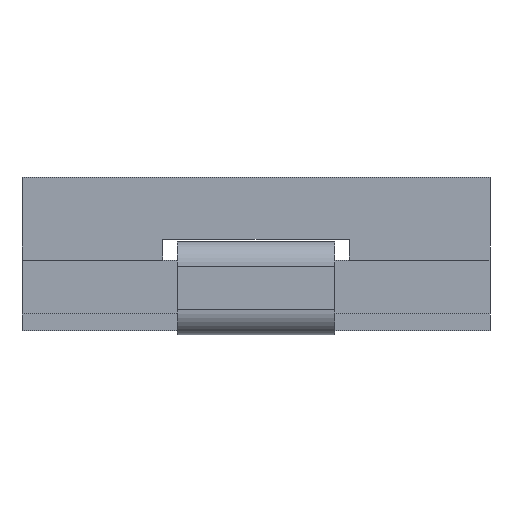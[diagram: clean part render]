
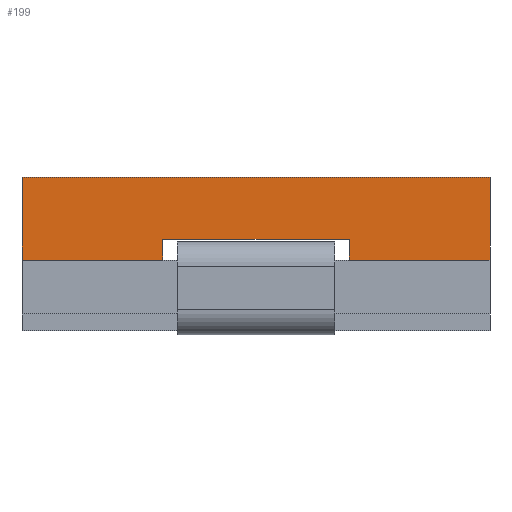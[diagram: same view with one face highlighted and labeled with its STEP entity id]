
A CAD part, left-side view. The second image highlights one B-rep face of the part: STEP entity #199.
In plain terms, the highlighted planar face has unit normal (-1, 0, 0).
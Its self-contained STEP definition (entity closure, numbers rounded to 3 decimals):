
#199 = ADVANCED_FACE( '', ( #490 ), #491, .F. );
#490 = FACE_OUTER_BOUND( '', #957, .T. );
#491 = PLANE( '', #958 );
#957 = EDGE_LOOP( '', ( #1476, #1477, #1478, #1479, #1480, #1481, #1482, #1483 ) );
#958 = AXIS2_PLACEMENT_3D( '', #1484, #1485, #1486 );
#1476 = ORIENTED_EDGE( '', *, *, #3494, .T. );
#1477 = ORIENTED_EDGE( '', *, *, #3495, .T. );
#1478 = ORIENTED_EDGE( '', *, *, #3490, .T. );
#1479 = ORIENTED_EDGE( '', *, *, #3496, .F. );
#1480 = ORIENTED_EDGE( '', *, *, #3497, .F. );
#1481 = ORIENTED_EDGE( '', *, *, #3498, .T. );
#1482 = ORIENTED_EDGE( '', *, *, #3499, .T. );
#1483 = ORIENTED_EDGE( '', *, *, #3500, .T. );
#1484 = CARTESIAN_POINT( '', ( -5., 5.65, 2. ) );
#1485 = DIRECTION( '', ( 1., 0., 0. ) );
#1486 = DIRECTION( '', ( 0., 0., -1. ) );
#3490 = EDGE_CURVE( '', #4024, #4025, #4026, .T. );
#3494 = EDGE_CURVE( '', #4032, #4033, #4034, .T. );
#3495 = EDGE_CURVE( '', #4033, #4024, #4035, .T. );
#3496 = EDGE_CURVE( '', #4036, #4025, #4037, .T. );
#3497 = EDGE_CURVE( '', #4038, #4036, #4039, .T. );
#3498 = EDGE_CURVE( '', #4038, #4040, #4041, .T. );
#3499 = EDGE_CURVE( '', #4040, #4042, #4043, .T. );
#3500 = EDGE_CURVE( '', #4042, #4032, #4044, .T. );
#4024 = VERTEX_POINT( '', #4878 );
#4025 = VERTEX_POINT( '', #4879 );
#4026 = LINE( '', #4880, #4881 );
#4032 = VERTEX_POINT( '', #4890 );
#4033 = VERTEX_POINT( '', #4891 );
#4034 = LINE( '', #4892, #4893 );
#4035 = LINE( '', #4894, #4895 );
#4036 = VERTEX_POINT( '', #4896 );
#4037 = LINE( '', #4897, #4898 );
#4038 = VERTEX_POINT( '', #4899 );
#4039 = LINE( '', #4900, #4901 );
#4040 = VERTEX_POINT( '', #4902 );
#4041 = LINE( '', #4903, #4904 );
#4042 = VERTEX_POINT( '', #4905 );
#4043 = LINE( '', #4906, #4907 );
#4044 = LINE( '', #4908, #4909 );
#4878 = CARTESIAN_POINT( '', ( -5., -2.25, 0. ) );
#4879 = CARTESIAN_POINT( '', ( -5., -5.65, 0. ) );
#4880 = CARTESIAN_POINT( '', ( -5., 5.65, 0. ) );
#4881 = VECTOR( '', #7098, 1000. );
#4890 = CARTESIAN_POINT( '', ( -5., 2.25, 0.5 ) );
#4891 = CARTESIAN_POINT( '', ( -5., -2.25, 0.5 ) );
#4892 = CARTESIAN_POINT( '', ( -5., 5.65, 0.5 ) );
#4893 = VECTOR( '', #7102, 1000. );
#4894 = CARTESIAN_POINT( '', ( -5., -2.25, 2. ) );
#4895 = VECTOR( '', #7103, 1000. );
#4896 = CARTESIAN_POINT( '', ( -5., -5.65, 2. ) );
#4897 = CARTESIAN_POINT( '', ( -5., -5.65, 2. ) );
#4898 = VECTOR( '', #7104, 1000. );
#4899 = CARTESIAN_POINT( '', ( -5., 5.65, 2. ) );
#4900 = CARTESIAN_POINT( '', ( -5., 5.65, 2. ) );
#4901 = VECTOR( '', #7105, 1000. );
#4902 = CARTESIAN_POINT( '', ( -5., 5.65, 0. ) );
#4903 = CARTESIAN_POINT( '', ( -5., 5.65, 2. ) );
#4904 = VECTOR( '', #7106, 1000. );
#4905 = CARTESIAN_POINT( '', ( -5., 2.25, 0. ) );
#4906 = CARTESIAN_POINT( '', ( -5., 5.65, 0. ) );
#4907 = VECTOR( '', #7107, 1000. );
#4908 = CARTESIAN_POINT( '', ( -5., 2.25, 2. ) );
#4909 = VECTOR( '', #7108, 1000. );
#7098 = DIRECTION( '', ( 0., -1., 0. ) );
#7102 = DIRECTION( '', ( 0., -1., 0. ) );
#7103 = DIRECTION( '', ( 0., 0., -1. ) );
#7104 = DIRECTION( '', ( 0., 0., -1. ) );
#7105 = DIRECTION( '', ( 0., -1., 0. ) );
#7106 = DIRECTION( '', ( 0., 0., -1. ) );
#7107 = DIRECTION( '', ( 0., -1., 0. ) );
#7108 = DIRECTION( '', ( 0., 0., 1. ) );
